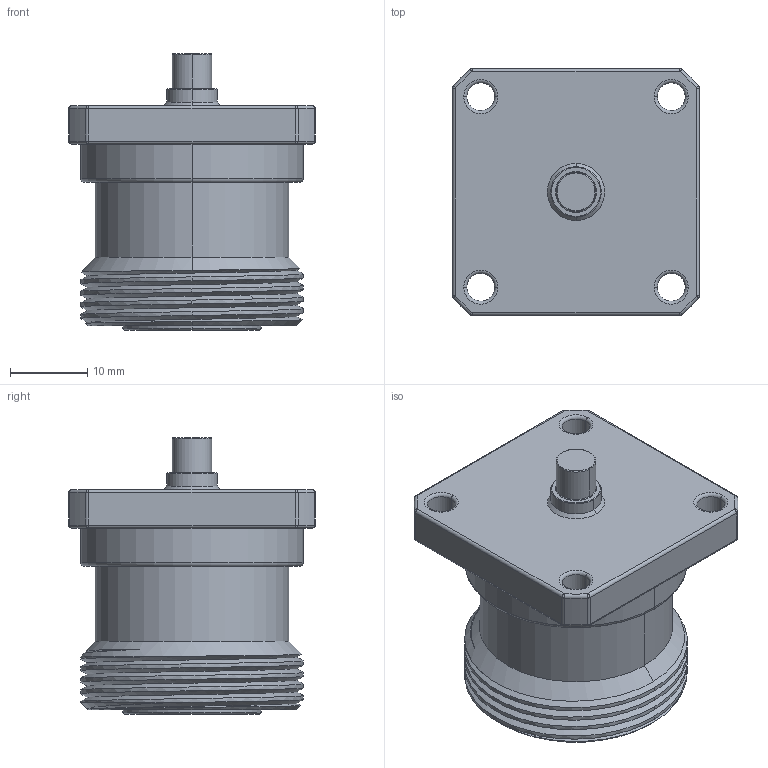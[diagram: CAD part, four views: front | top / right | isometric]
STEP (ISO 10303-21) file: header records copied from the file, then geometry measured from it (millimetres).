
FILE_DESCRIPTION((''),'2;1');
FILE_NAME('PRT0001','2021-09-02T',('1111'),(''),'PRO/ENGINEER BY PARAMETRIC TECHNOLOGY CORPORATION, 2012090','PRO/ENGINEER BY PARAMETRIC TECHNOLOGY CORPORATION, 2012090','');
FILE_SCHEMA(('CONFIG_CONTROL_DESIGN'));
Length unit declared in the file: millimetre
Products named in the file (1): PRT0001
Bounding box: 32 x 32 x 35.8 mm (x, y, z)
Volume: 15330.4 mm3; surface area: 7369.5 mm2
Topology: 1 solids, 1 shells, 164 faces, 393 edges, 241 vertices
Faces by surface type: cylinder 58, plane 40, torus 34, bspline 20, cone 12
Entity records: 6242 total; most frequent: CARTESIAN_POINT 2341, DIRECTION 869, ORIENTED_EDGE 786, EDGE_CURVE 393, AXIS2_PLACEMENT_3D 372, VERTEX_POINT 241, CIRCLE 228, EDGE_LOOP 182
